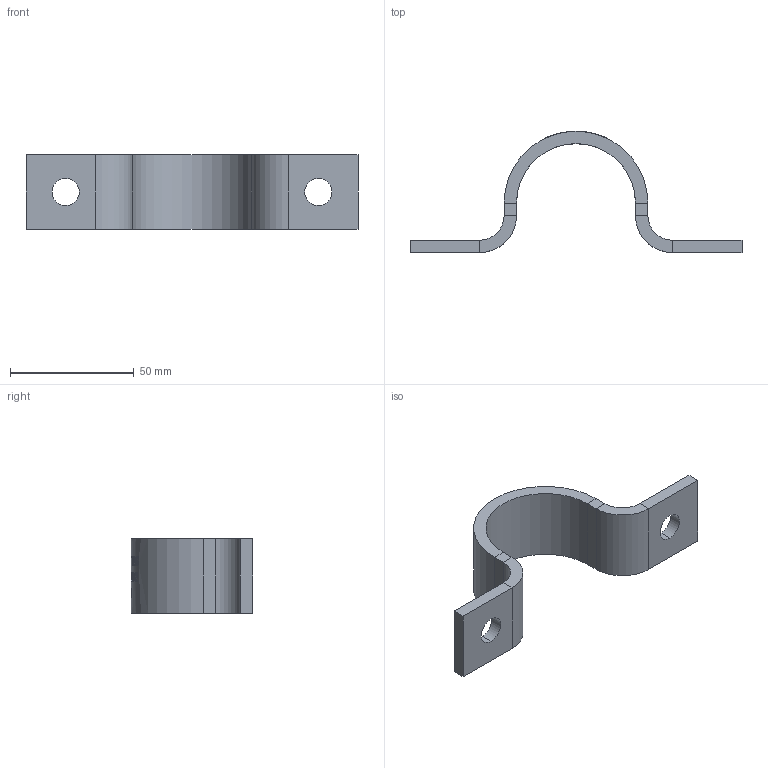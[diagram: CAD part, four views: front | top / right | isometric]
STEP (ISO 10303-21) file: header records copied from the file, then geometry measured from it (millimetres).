
FILE_DESCRIPTION (( 'STEP AP203' ), '1' );
FILE_NAME ('T30800.STEP', '2018-07-20T09:55:58', ( '' ), ( '' ), 'SwSTEP 2.0', 'SolidWorks 2016', '' );
FILE_SCHEMA (( 'CONFIG_CONTROL_DESIGN' ));
Length unit declared in the file: millimetre
Products named in the file (2): T30800; TH067_TH3011
Assembly tree (1 placements, depth 2):
  T30800
    TH067_TH3011
Bounding box: 134 x 49 x 30 mm (x, y, z)
Volume: 27312 mm3; surface area: 13491 mm2
Topology: 1 solids, 1 shells, 265 faces, 696 edges, 456 vertices
Faces by surface type: bspline 126, plane 106, cylinder 33
Entity records: 26464 total; most frequent: CARTESIAN_POINT 20797, ORIENTED_EDGE 1392, EDGE_CURVE 696, DIRECTION 689, VERTEX_POINT 456, B_SPLINE_CURVE_WITH_KNOTS 403, EDGE_LOOP 292, ADVANCED_FACE 265
